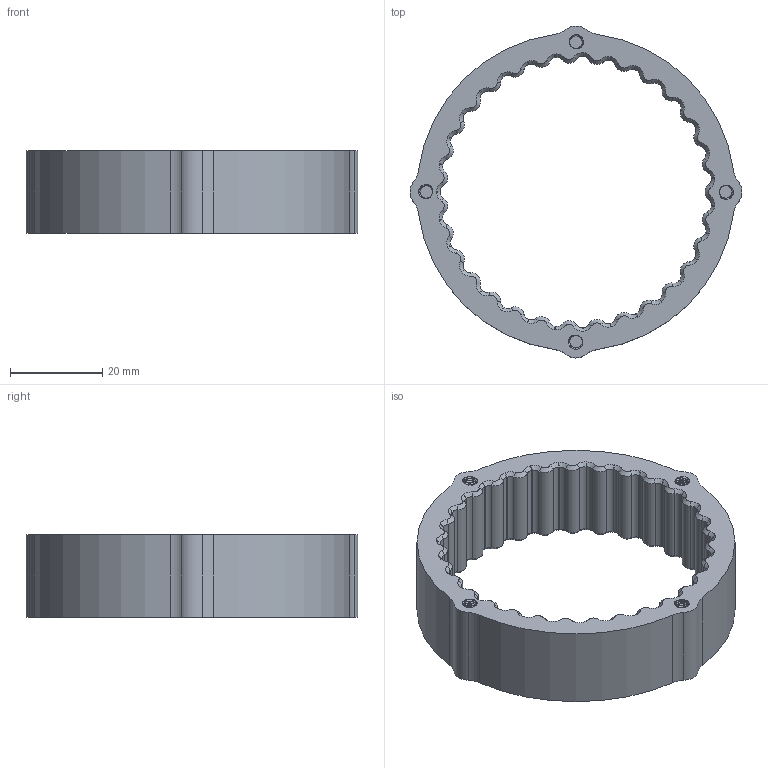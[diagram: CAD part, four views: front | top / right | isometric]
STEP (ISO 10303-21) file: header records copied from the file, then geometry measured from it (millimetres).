
FILE_DESCRIPTION(/* description */ (''),/* implementation_level */ '2;1');
FILE_NAME(/* name */ 'Main Ring.step',/* time_stamp */ '2025-06-19T23:50:25+02:00',/* author */ (''),/* organization */ (''),/* preprocessor_version */ 'ST-DEVELOPER v20.1',/* originating_system */ 'Autodesk Translation Framework v14.4.0.0',/* authorisation */ '');
FILE_SCHEMA (('AUTOMOTIVE_DESIGN { 1 0 10303 214 3 1 1 }'));
Length unit declared in the file: millimetre
Products named in the file (1): Leg Joint Gear v2
Bounding box: 72 x 72 x 18 mm (x, y, z)
Volume: 20566 mm3; surface area: 10812.2 mm2
Topology: 1 solids, 1 shells, 654 faces, 1684 edges, 1040 vertices
Faces by surface type: cylinder 380, cone 248, bspline 16, plane 10
Full cylindrical faces by diameter (mm): 2.729 x53, 3.286 x40
Entity records: 37640 total; most frequent: CARTESIAN_POINT 22367, ORIENTED_EDGE 3368, DIRECTION 3010, EDGE_CURVE 1684, AXIS2_PLACEMENT_3D 1199, VERTEX_POINT 1040, EDGE_LOOP 664, FACE_OUTER_BOUND 654
